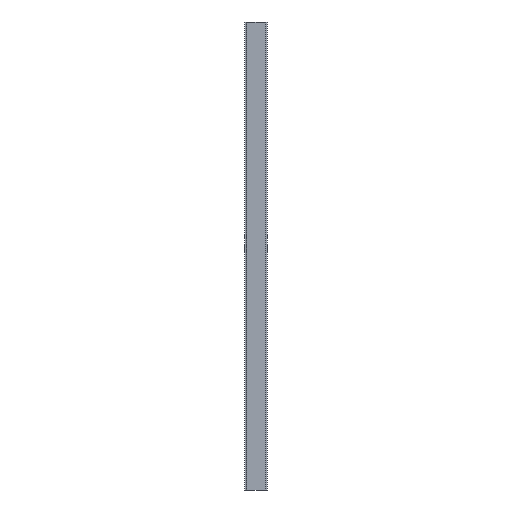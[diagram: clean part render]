
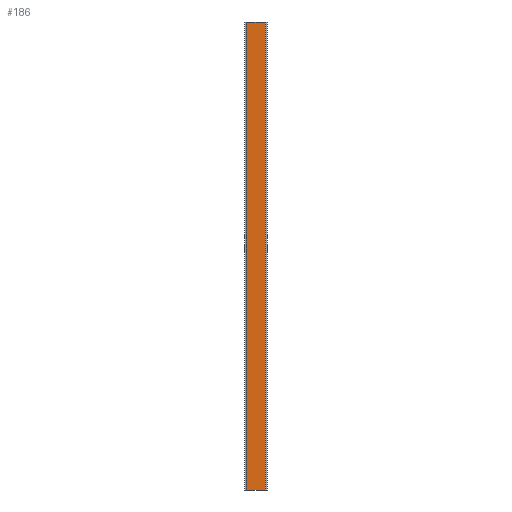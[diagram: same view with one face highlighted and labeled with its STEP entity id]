
A CAD part, front view. The second image highlights one B-rep face of the part: STEP entity #186.
In plain terms, the highlighted planar face has unit normal (0, -1, 0).
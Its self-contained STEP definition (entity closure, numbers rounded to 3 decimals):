
#28 = ORIENTED_EDGE ( 'NONE', *, *, #1054, .T. ) ;
#61 = VECTOR ( 'NONE', #390, 1000. ) ;
#160 = EDGE_CURVE ( 'NONE', #544, #700, #1155, .T. ) ;
#186 = ADVANCED_FACE ( 'NONE', ( #251 ), #608, .F. ) ;
#251 = FACE_OUTER_BOUND ( 'NONE', #876, .T. ) ;
#259 = ORIENTED_EDGE ( 'NONE', *, *, #160, .T. ) ;
#306 = DIRECTION ( 'NONE',  ( 0., 0., -1. ) ) ;
#330 = VERTEX_POINT ( 'NONE', #878 ) ;
#339 = LINE ( 'NONE', #1105, #61 ) ;
#390 = DIRECTION ( 'NONE',  ( 0., 0., -1. ) ) ;
#401 = DIRECTION ( 'NONE',  ( 1., 0., 0. ) ) ;
#434 = CARTESIAN_POINT ( 'NONE',  ( 10.033, 0., 508. ) ) ;
#456 = EDGE_CURVE ( 'NONE', #544, #330, #339, .T. ) ;
#495 = CARTESIAN_POINT ( 'NONE',  ( -10.033, 0., 31.75 ) ) ;
#533 = DIRECTION ( 'NONE',  ( 0., 1., 0. ) ) ;
#544 = VERTEX_POINT ( 'NONE', #558 ) ;
#547 = EDGE_CURVE ( 'NONE', #700, #737, #955, .T. ) ;
#558 = CARTESIAN_POINT ( 'NONE',  ( 10.033, 0., 508. ) ) ;
#608 = PLANE ( 'NONE',  #1061 ) ;
#614 = ORIENTED_EDGE ( 'NONE', *, *, #547, .T. ) ;
#662 = CARTESIAN_POINT ( 'NONE',  ( -10.033, 0., 508. ) ) ;
#675 = CARTESIAN_POINT ( 'NONE',  ( -10.033, 0., 0. ) ) ;
#691 = CARTESIAN_POINT ( 'NONE',  ( -10.033, 0., 0. ) ) ;
#700 = VERTEX_POINT ( 'NONE', #662 ) ;
#737 = VERTEX_POINT ( 'NONE', #675 ) ;
#869 = VECTOR ( 'NONE', #903, 1000. ) ;
#876 = EDGE_LOOP ( 'NONE', ( #28, #1000, #259, #614 ) ) ;
#878 = CARTESIAN_POINT ( 'NONE',  ( 10.033, 0., 0. ) ) ;
#880 = LINE ( 'NONE', #691, #888 ) ;
#888 = VECTOR ( 'NONE', #401, 1000. ) ;
#903 = DIRECTION ( 'NONE',  ( -1., 0., 0. ) ) ;
#955 = LINE ( 'NONE', #495, #974 ) ;
#974 = VECTOR ( 'NONE', #306, 1000. ) ;
#1000 = ORIENTED_EDGE ( 'NONE', *, *, #456, .F. ) ;
#1054 = EDGE_CURVE ( 'NONE', #737, #330, #880, .T. ) ;
#1061 = AXIS2_PLACEMENT_3D ( 'NONE', #1072, #533, #1148 ) ;
#1072 = CARTESIAN_POINT ( 'NONE',  ( -10.033, 0., 31.75 ) ) ;
#1105 = CARTESIAN_POINT ( 'NONE',  ( 10.033, 0., 31.75 ) ) ;
#1148 = DIRECTION ( 'NONE',  ( 0., 0., 1. ) ) ;
#1155 = LINE ( 'NONE', #434, #869 ) ;
